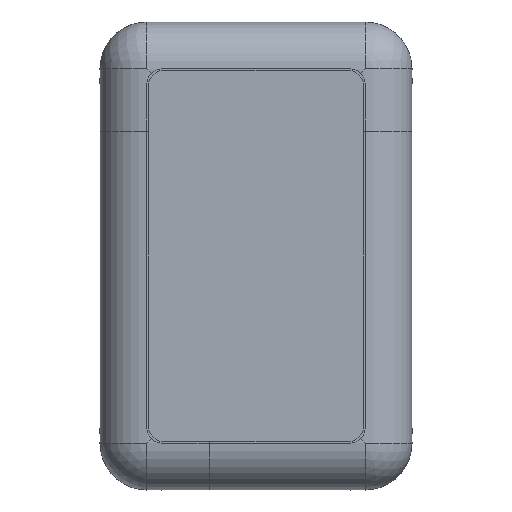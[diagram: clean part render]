
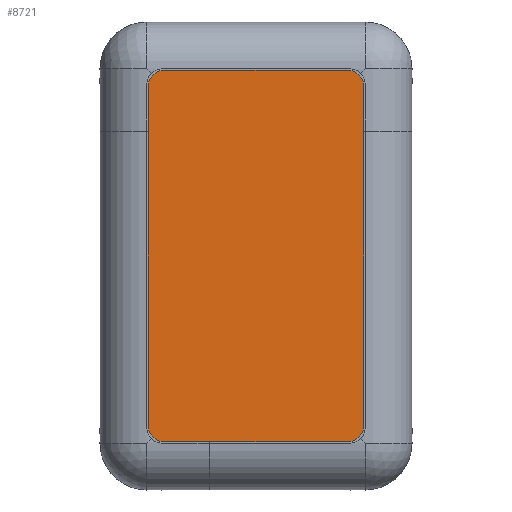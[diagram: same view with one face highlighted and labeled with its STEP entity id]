
A CAD part, left-side view. The second image highlights one B-rep face of the part: STEP entity #8721.
In plain terms, the highlighted planar face has unit normal (-1, 0, 0).
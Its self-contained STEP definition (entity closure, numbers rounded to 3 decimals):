
#441=PLANE('',#9521);
#853=FACE_OUTER_BOUND('',#1344,.T.);
#1344=EDGE_LOOP('',(#7832,#7833,#7834,#7835,#7836,#7837,#7838,#7839));
#2142=LINE('',#14513,#3007);
#2149=LINE('',#14535,#3014);
#2152=LINE('',#14543,#3017);
#2155=LINE('',#14550,#3020);
#3007=VECTOR('',#11723,10.);
#3014=VECTOR('',#11744,10.);
#3017=VECTOR('',#11753,10.);
#3020=VECTOR('',#11762,10.);
#3430=CIRCLE('',#9505,5.);
#3435=CIRCLE('',#9513,5.);
#3436=CIRCLE('',#9516,5.);
#3437=CIRCLE('',#9519,5.);
#4221=VERTEX_POINT('',#14503);
#4222=VERTEX_POINT('',#14504);
#4225=VERTEX_POINT('',#14512);
#4232=VERTEX_POINT('',#14530);
#4233=VERTEX_POINT('',#14534);
#4234=VERTEX_POINT('',#14538);
#4235=VERTEX_POINT('',#14542);
#4236=VERTEX_POINT('',#14546);
#5436=EDGE_CURVE('',#4221,#4222,#3430,.T.);
#5440=EDGE_CURVE('',#4221,#4225,#2142,.T.);
#5449=EDGE_CURVE('',#4232,#4225,#3435,.T.);
#5451=EDGE_CURVE('',#4232,#4233,#2149,.T.);
#5453=EDGE_CURVE('',#4234,#4233,#3436,.T.);
#5455=EDGE_CURVE('',#4234,#4235,#2152,.T.);
#5457=EDGE_CURVE('',#4236,#4235,#3437,.T.);
#5459=EDGE_CURVE('',#4236,#4222,#2155,.T.);
#7832=ORIENTED_EDGE('',*,*,#5436,.T.);
#7833=ORIENTED_EDGE('',*,*,#5459,.F.);
#7834=ORIENTED_EDGE('',*,*,#5457,.T.);
#7835=ORIENTED_EDGE('',*,*,#5455,.F.);
#7836=ORIENTED_EDGE('',*,*,#5453,.T.);
#7837=ORIENTED_EDGE('',*,*,#5451,.F.);
#7838=ORIENTED_EDGE('',*,*,#5449,.T.);
#7839=ORIENTED_EDGE('',*,*,#5440,.F.);
#8721=ADVANCED_FACE('',(#853),#441,.F.);
#9505=AXIS2_PLACEMENT_3D('',#14505,#11715,#11716);
#9513=AXIS2_PLACEMENT_3D('',#14531,#11739,#11740);
#9516=AXIS2_PLACEMENT_3D('',#14539,#11748,#11749);
#9519=AXIS2_PLACEMENT_3D('',#14547,#11757,#11758);
#9521=AXIS2_PLACEMENT_3D('',#14551,#11763,#11764);
#11715=DIRECTION('center_axis',(-1.,0.,0.));
#11716=DIRECTION('ref_axis',(0.,0.707,0.707));
#11723=DIRECTION('',(0.,-1.,0.));
#11739=DIRECTION('center_axis',(-1.,0.,0.));
#11740=DIRECTION('ref_axis',(0.,-0.707,0.707));
#11744=DIRECTION('',(0.,0.,-1.));
#11748=DIRECTION('center_axis',(-1.,0.,0.));
#11749=DIRECTION('ref_axis',(0.,-0.707,-0.707));
#11753=DIRECTION('',(0.,1.,0.));
#11757=DIRECTION('center_axis',(-1.,0.,0.));
#11758=DIRECTION('ref_axis',(0.,0.707,-0.707));
#11762=DIRECTION('',(0.,0.,1.));
#11763=DIRECTION('center_axis',(1.,0.,0.));
#11764=DIRECTION('ref_axis',(0.,0.,-1.));
#14503=CARTESIAN_POINT('',(-150.,29.5,59.5));
#14504=CARTESIAN_POINT('',(-150.,34.5,54.5));
#14505=CARTESIAN_POINT('Origin',(-150.,29.5,54.5));
#14512=CARTESIAN_POINT('',(-150.,-29.5,59.5));
#14513=CARTESIAN_POINT('',(-150.,34.5,59.5));
#14530=CARTESIAN_POINT('',(-150.,-34.5,54.5));
#14531=CARTESIAN_POINT('Origin',(-150.,-29.5,54.5));
#14534=CARTESIAN_POINT('',(-150.,-34.5,-54.5));
#14535=CARTESIAN_POINT('',(-150.,-34.5,59.5));
#14538=CARTESIAN_POINT('',(-150.,-29.5,-59.5));
#14539=CARTESIAN_POINT('Origin',(-150.,-29.5,-54.5));
#14542=CARTESIAN_POINT('',(-150.,29.5,-59.5));
#14543=CARTESIAN_POINT('',(-150.,-34.5,-59.5));
#14546=CARTESIAN_POINT('',(-150.,34.5,-54.5));
#14547=CARTESIAN_POINT('Origin',(-150.,29.5,-54.5));
#14550=CARTESIAN_POINT('',(-150.,34.5,-59.5));
#14551=CARTESIAN_POINT('Origin',(-150.,0.,0.));
